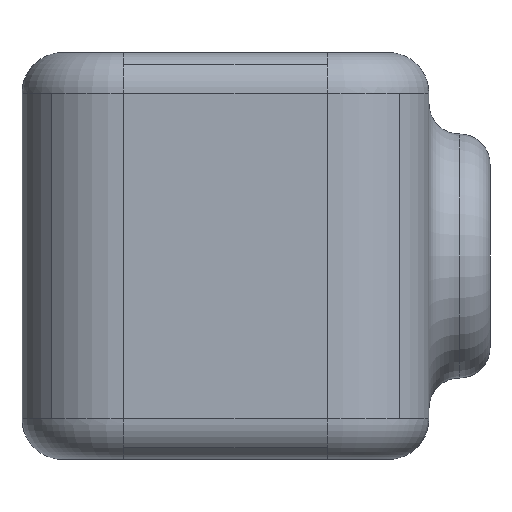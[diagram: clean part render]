
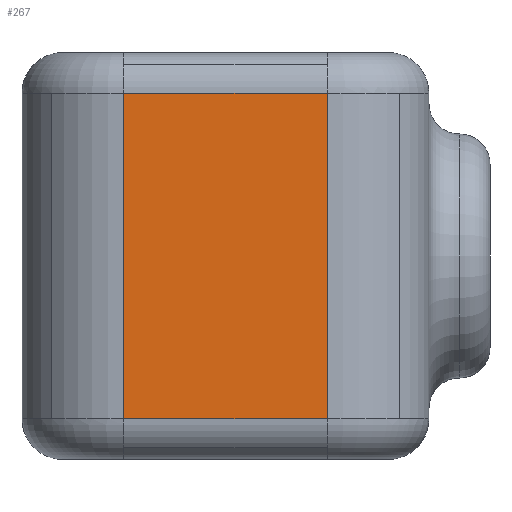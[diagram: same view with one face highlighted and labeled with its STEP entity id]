
A CAD part, left-side view. The second image highlights one B-rep face of the part: STEP entity #267.
In plain terms, the highlighted planar face has unit normal (-1, 0, 0).
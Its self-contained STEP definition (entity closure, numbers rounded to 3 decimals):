
#267=ADVANCED_FACE('',(#535),#536,.T.);
#535=FACE_OUTER_BOUND('',#795,.T.);
#536=PLANE('',#796);
#795=EDGE_LOOP('',(#1518,#1519,#1520,#1521));
#796=AXIS2_PLACEMENT_3D('',#1522,#1523,#1524);
#1518=ORIENTED_EDGE('',*,*,#1815,.F.);
#1519=ORIENTED_EDGE('',*,*,#1735,.F.);
#1520=ORIENTED_EDGE('',*,*,#1690,.F.);
#1521=ORIENTED_EDGE('',*,*,#1797,.F.);
#1522=CARTESIAN_POINT('',(73.96,0.0,88.585));
#1523=DIRECTION('',(-1.0,0.0,0.0));
#1524=DIRECTION('',(0.0,0.0,1.0));
#1690=EDGE_CURVE('',#2057,#2069,#2070,.T.);
#1735=EDGE_CURVE('',#2069,#2132,#2133,.T.);
#1797=EDGE_CURVE('',#2033,#2057,#2211,.T.);
#1815=EDGE_CURVE('',#2132,#2033,#2229,.T.);
#2033=VERTEX_POINT('',#2478);
#2057=VERTEX_POINT('',#2506);
#2069=VERTEX_POINT('',#2519);
#2070=LINE('',#2520,#2521);
#2132=VERTEX_POINT('',#2594);
#2133=LINE('',#2595,#2596);
#2211=LINE('',#2689,#2690);
#2229=LINE('',#2713,#2714);
#2478=CARTESIAN_POINT('',(73.96,15.0,70.585));
#2506=CARTESIAN_POINT('',(73.96,15.0,86.585));
#2519=CARTESIAN_POINT('',(73.96,5.0,86.585));
#2520=CARTESIAN_POINT('',(73.96,2.25,86.585));
#2521=VECTOR('',#3010,1.0);
#2594=CARTESIAN_POINT('',(73.96,5.0,70.585));
#2595=CARTESIAN_POINT('',(73.96,5.0,88.585));
#2596=VECTOR('',#3085,1.0);
#2689=CARTESIAN_POINT('',(73.96,15.0,88.585));
#2690=VECTOR('',#3179,1.0);
#2713=CARTESIAN_POINT('',(73.96,2.25,70.585));
#2714=VECTOR('',#3194,1.0);
#3010=DIRECTION('',(-0.0,-1.0,-0.0));
#3085=DIRECTION('',(0.0,0.0,-1.0));
#3179=DIRECTION('',(0.0,0.0,1.0));
#3194=DIRECTION('',(0.0,1.0,0.0));
